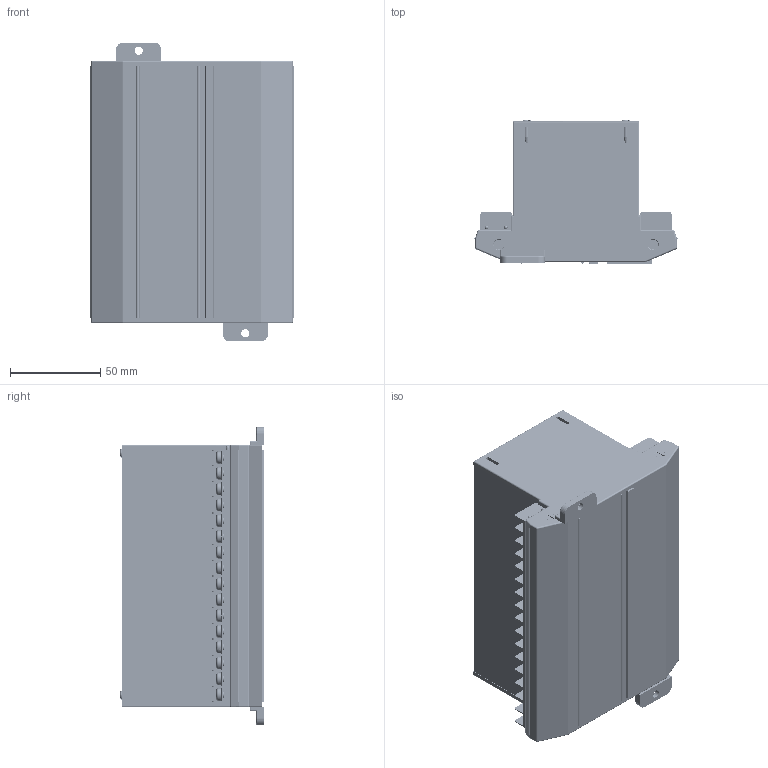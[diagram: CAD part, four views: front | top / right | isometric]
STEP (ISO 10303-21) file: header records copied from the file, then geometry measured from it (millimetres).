
FILE_DESCRIPTION (( 'STEP AP214' ), '1' );
FILE_NAME ('UEP-140.STEP', '2022-01-17T12:28:04', ( '' ), ( '' ), 'SwSTEP 2.0', 'SolidWorks 2017', '' );
FILE_SCHEMA (( 'AUTOMOTIVE_DESIGN' ));
Length unit declared in the file: millimetre
Products named in the file (145): Terminal Screw; End Piece UE; Spacer Piece; Terminal sheetmetal; Terminal Washer; UEP-140; Top Cover Screw; Terminal Plastic; End Plate Screw; Horizontal PCB UE-140; Pin 140 Solid; Pin 140; Top cover 140; Terminal Block; Vertical PCB UE; Low Bracket UBRL; Base PCB UE 140
Assembly tree (45 placements, depth 3):
  Terminal Screw
  End Piece UE
  Terminal Screw
  Spacer Piece
  Terminal sheetmetal
Bounding box: 112.5 x 79.8 x 165.4 mm (x, y, z)
Volume: 236900.7 mm3; surface area: 295630.5 mm2
Topology: 128 solids, 128 shells, 6554 faces, 17288 edges, 11028 vertices
Faces by surface type: plane 3888, cylinder 2274, torus 188, cone 148, sphere 40, bspline 16
Entity records: 37759 total; most frequent: CARTESIAN_POINT 6822, DIRECTION 6019, ORIENTED_EDGE 5952, EDGE_CURVE 2976, LINE 2035, VECTOR 2035, AXIS2_PLACEMENT_3D 1992, VERTEX_POINT 1927
